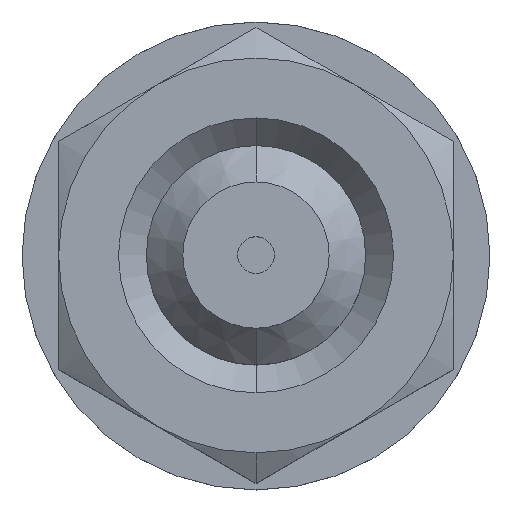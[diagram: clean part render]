
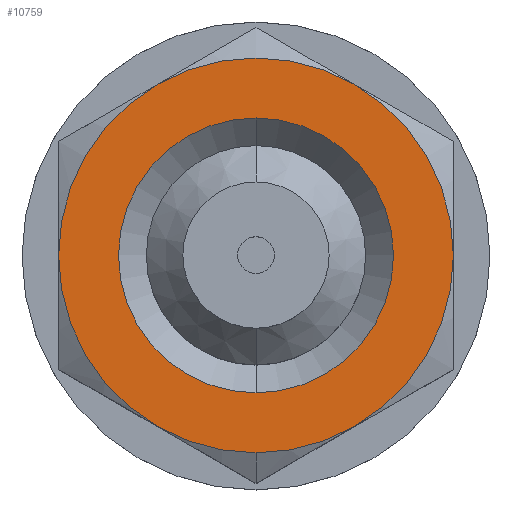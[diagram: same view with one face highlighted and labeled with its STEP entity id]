
A CAD part, top view. The second image highlights one B-rep face of the part: STEP entity #10759.
In plain terms, the highlighted planar face has unit normal (0, 0, 1).
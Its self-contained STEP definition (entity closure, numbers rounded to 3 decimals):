
#3500=CARTESIAN_POINT('',(-2.7,0.,-2.616));
#3516=CARTESIAN_POINT('',(-1.35,-2.338,
-2.616));
#3518=CARTESIAN_POINT('',(0.,0.,-2.616));
#3519=DIRECTION('',(0.,0.,1.));
#3520=DIRECTION('',(0.,-1.,0.));
#3521=AXIS2_PLACEMENT_3D('',#3518,#3519,#3520);
#3523=CARTESIAN_POINT('',(0.,0.,-2.616));
#3524=DIRECTION('',(0.,0.,1.));
#3525=DIRECTION('',(-0.5,-0.866,0.));
#3526=AXIS2_PLACEMENT_3D('',#3523,#3524,#3525);
#3528=CARTESIAN_POINT('',(0.,0.,-2.616));
#3529=DIRECTION('',(0.,0.,1.));
#3530=DIRECTION('',(-1.,0.,0.));
#3531=AXIS2_PLACEMENT_3D('',#3528,#3529,#3530);
#3533=CARTESIAN_POINT('',(0.,0.,-2.616));
#3534=DIRECTION('',(0.,0.,1.));
#3535=DIRECTION('',(-0.5,0.866,0.));
#3536=AXIS2_PLACEMENT_3D('',#3533,#3534,#3535);
#3538=CARTESIAN_POINT('',(0.,0.,-2.616));
#3539=DIRECTION('',(0.,0.,1.));
#3540=DIRECTION('',(0.,1.,0.));
#3541=AXIS2_PLACEMENT_3D('',#3538,#3539,#3540);
#3543=CARTESIAN_POINT('',(0.,0.,-2.616));
#3544=DIRECTION('',(0.,0.,1.));
#3545=DIRECTION('',(0.5,0.866,0.));
#3546=AXIS2_PLACEMENT_3D('',#3543,#3544,#3545);
#3548=CARTESIAN_POINT('',(0.,0.,-2.616));
#3549=DIRECTION('',(0.,0.,1.));
#3550=DIRECTION('',(1.,0.,0.));
#3551=AXIS2_PLACEMENT_3D('',#3548,#3549,#3550);
#3553=CARTESIAN_POINT('',(0.,0.,-2.616));
#3554=DIRECTION('',(0.,0.,1.));
#3555=DIRECTION('',(0.5,-0.866,0.));
#3556=AXIS2_PLACEMENT_3D('',#3553,#3554,#3555);
#3558=CARTESIAN_POINT('',(0.,0.,-2.616));
#3559=DIRECTION('',(0.,0.,-1.));
#3560=DIRECTION('',(0.,-1.,0.));
#3561=AXIS2_PLACEMENT_3D('',#3558,#3559,#3560);
#3563=CARTESIAN_POINT('',(0.,0.,-2.616));
#3564=DIRECTION('',(0.,0.,-1.));
#3565=DIRECTION('',(0.,1.,0.));
#3566=AXIS2_PLACEMENT_3D('',#3563,#3564,#3565);
#3575=CARTESIAN_POINT('',(1.35,-2.338,
-2.616));
#3642=CARTESIAN_POINT('',(1.35,2.338,-2.616));
#4321=CARTESIAN_POINT('',(0.,-1.88,-2.616));
#4322=CARTESIAN_POINT('',(0.,1.88,-2.616));
#4323=VERTEX_POINT('',#4321);
#4324=VERTEX_POINT('',#4322);
#4326=VERTEX_POINT('',#3575);
#4327=CARTESIAN_POINT('',(0.,-2.7,-2.616));
#4328=VERTEX_POINT('',#4327);
#4338=VERTEX_POINT('',#3642);
#4349=VERTEX_POINT('',#3500);
#4356=VERTEX_POINT('',#3516);
#4357=CARTESIAN_POINT('',(-1.35,2.338,-2.616));
#4358=VERTEX_POINT('',#4357);
#4359=CARTESIAN_POINT('',(2.7,0.,-2.616));
#4360=VERTEX_POINT('',#4359);
#4361=CARTESIAN_POINT('',(0.,2.7,-2.616));
#4362=VERTEX_POINT('',#4361);
#10731=CARTESIAN_POINT('',(0.,0.,-2.616));
#10732=DIRECTION('',(0.,0.,-1.));
#10733=DIRECTION('',(0.,-1.,0.));
#10734=AXIS2_PLACEMENT_3D('',#10731,#10732,#10733);
#10735=PLANE('',#10734);
#10737=ORIENTED_EDGE('',*,*,#10736,.F.);
#10739=ORIENTED_EDGE('',*,*,#10738,.F.);
#10740=ORIENTED_EDGE('',*,*,#10718,.F.);
#10742=ORIENTED_EDGE('',*,*,#10741,.F.);
#10744=ORIENTED_EDGE('',*,*,#10743,.F.);
#10746=ORIENTED_EDGE('',*,*,#10745,.F.);
#10748=ORIENTED_EDGE('',*,*,#10747,.F.);
#10750=ORIENTED_EDGE('',*,*,#10749,.F.);
#10751=EDGE_LOOP('',(#10737,#10739,#10740,#10742,#10744,#10746,#10748,#10750));
#10752=FACE_OUTER_BOUND('',#10751,.F.);
#10754=ORIENTED_EDGE('',*,*,#10753,.F.);
#10756=ORIENTED_EDGE('',*,*,#10755,.F.);
#10757=EDGE_LOOP('',(#10754,#10756));
#10758=FACE_BOUND('',#10757,.F.);
#10759=ADVANCED_FACE('',(#10752,#10758),#10735,.F.);
#3522=CIRCLE('',#3521,2.7);
#3527=CIRCLE('',#3526,2.7);
#3532=CIRCLE('',#3531,2.7);
#3537=CIRCLE('',#3536,2.7);
#3542=CIRCLE('',#3541,2.7);
#3547=CIRCLE('',#3546,2.7);
#3552=CIRCLE('',#3551,2.7);
#3557=CIRCLE('',#3556,2.7);
#3562=CIRCLE('',#3561,1.88);
#3567=CIRCLE('',#3566,1.88);
#10718=EDGE_CURVE('',#4349,#4356,#3532,.T.);
#10736=EDGE_CURVE('',#4328,#4326,#3522,.T.);
#10738=EDGE_CURVE('',#4356,#4328,#3527,.T.);
#10741=EDGE_CURVE('',#4358,#4349,#3537,.T.);
#10743=EDGE_CURVE('',#4362,#4358,#3542,.T.);
#10745=EDGE_CURVE('',#4338,#4362,#3547,.T.);
#10747=EDGE_CURVE('',#4360,#4338,#3552,.T.);
#10749=EDGE_CURVE('',#4326,#4360,#3557,.T.);
#10753=EDGE_CURVE('',#4323,#4324,#3562,.T.);
#10755=EDGE_CURVE('',#4324,#4323,#3567,.T.);
